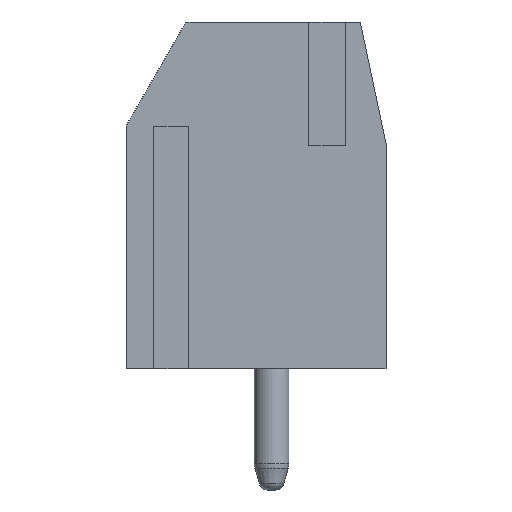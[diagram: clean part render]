
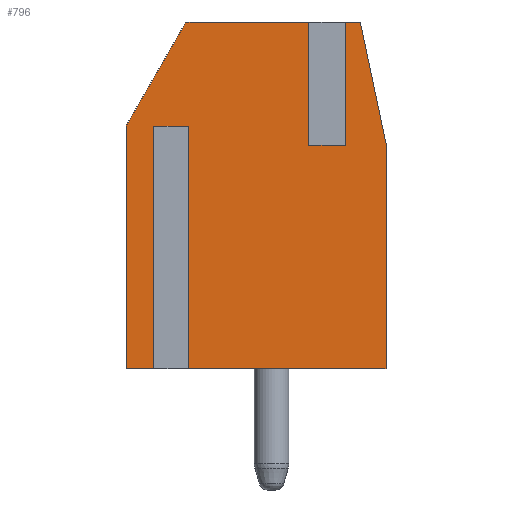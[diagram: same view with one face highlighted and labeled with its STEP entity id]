
A CAD part, left-side view. The second image highlights one B-rep face of the part: STEP entity #796.
In plain terms, the highlighted planar face has unit normal (-1, 0, 0).
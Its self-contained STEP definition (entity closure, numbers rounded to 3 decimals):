
#204 = VERTEX_POINT('',#205);
#205 = CARTESIAN_POINT('',(-2.45,-3.75,0.1));
#211 = EDGE_CURVE('',#212,#204,#214,.T.);
#212 = VERTEX_POINT('',#213);
#213 = CARTESIAN_POINT('',(-2.45,1.95,0.1));
#214 = LINE('',#215,#216);
#215 = CARTESIAN_POINT('',(-2.45,1.95,0.1));
#216 = VECTOR('',#217,1.);
#217 = DIRECTION('',(0.,-1.,0.));
#236 = VERTEX_POINT('',#237);
#237 = CARTESIAN_POINT('',(-2.45,2.95,0.1));
#243 = EDGE_CURVE('',#244,#236,#246,.T.);
#244 = VERTEX_POINT('',#245);
#245 = CARTESIAN_POINT('',(-2.45,3.75,0.1));
#246 = LINE('',#247,#248);
#247 = CARTESIAN_POINT('',(-2.45,3.75,0.1));
#248 = VECTOR('',#249,1.);
#249 = DIRECTION('',(0.,-1.,0.));
#376 = VERTEX_POINT('',#377);
#377 = CARTESIAN_POINT('',(-2.45,-2.575,10.1));
#385 = EDGE_CURVE('',#376,#386,#388,.T.);
#386 = VERTEX_POINT('',#387);
#387 = CARTESIAN_POINT('',(-2.45,-3.01,10.1));
#388 = LINE('',#389,#390);
#389 = CARTESIAN_POINT('',(-2.45,1.95,10.1));
#390 = VECTOR('',#391,1.);
#391 = DIRECTION('',(0.,-1.,0.));
#424 = VERTEX_POINT('',#425);
#425 = CARTESIAN_POINT('',(-2.45,2.02,10.1));
#431 = EDGE_CURVE('',#424,#432,#434,.T.);
#432 = VERTEX_POINT('',#433);
#433 = CARTESIAN_POINT('',(-2.45,-1.525,10.1));
#434 = LINE('',#435,#436);
#435 = CARTESIAN_POINT('',(-2.45,1.95,10.1));
#436 = VECTOR('',#437,1.);
#437 = DIRECTION('',(0.,-1.,0.));
#513 = VERTEX_POINT('',#514);
#514 = CARTESIAN_POINT('',(-2.45,2.95,7.1));
#520 = EDGE_CURVE('',#513,#236,#521,.T.);
#521 = LINE('',#522,#523);
#522 = CARTESIAN_POINT('',(-2.45,2.95,10.1));
#523 = VECTOR('',#524,1.);
#524 = DIRECTION('',(-0.,0.,-1.));
#537 = VERTEX_POINT('',#538);
#538 = CARTESIAN_POINT('',(-2.45,1.95,7.1));
#546 = EDGE_CURVE('',#537,#212,#547,.T.);
#547 = LINE('',#548,#549);
#548 = CARTESIAN_POINT('',(-2.45,1.95,10.1));
#549 = VECTOR('',#550,1.);
#550 = DIRECTION('',(-0.,0.,-1.));
#560 = EDGE_CURVE('',#561,#424,#563,.T.);
#561 = VERTEX_POINT('',#562);
#562 = CARTESIAN_POINT('',(-2.45,3.75,7.1));
#563 = LINE('',#564,#565);
#564 = CARTESIAN_POINT('',(-2.45,2.02,10.1));
#565 = VECTOR('',#566,1.);
#566 = DIRECTION('',(0.,-0.5,0.866));
#652 = EDGE_CURVE('',#561,#244,#653,.T.);
#653 = LINE('',#654,#655);
#654 = CARTESIAN_POINT('',(-2.45,3.75,10.1));
#655 = VECTOR('',#656,1.);
#656 = DIRECTION('',(-0.,0.,-1.));
#667 = VERTEX_POINT('',#668);
#668 = CARTESIAN_POINT('',(-2.45,-3.75,6.6));
#674 = EDGE_CURVE('',#667,#204,#675,.T.);
#675 = LINE('',#676,#677);
#676 = CARTESIAN_POINT('',(-2.45,-3.75,10.1));
#677 = VECTOR('',#678,1.);
#678 = DIRECTION('',(-0.,0.,-1.));
#796 = ADVANCED_FACE('',(#797),#842,.F.);
#797 = FACE_BOUND('',#798,.T.);
#798 = EDGE_LOOP('',(#799,#800,#808,#816,#822,#823,#824,#825,#826,#827,
    #833,#834,#835,#836));
#799 = ORIENTED_EDGE('',*,*,#385,.F.);
#800 = ORIENTED_EDGE('',*,*,#801,.F.);
#801 = EDGE_CURVE('',#802,#376,#804,.T.);
#802 = VERTEX_POINT('',#803);
#803 = CARTESIAN_POINT('',(-2.45,-2.575,6.54));
#804 = LINE('',#805,#806);
#805 = CARTESIAN_POINT('',(-2.45,-2.575,6.54));
#806 = VECTOR('',#807,1.);
#807 = DIRECTION('',(0.,0.,1.));
#808 = ORIENTED_EDGE('',*,*,#809,.F.);
#809 = EDGE_CURVE('',#810,#802,#812,.T.);
#810 = VERTEX_POINT('',#811);
#811 = CARTESIAN_POINT('',(-2.45,-1.525,6.54));
#812 = LINE('',#813,#814);
#813 = CARTESIAN_POINT('',(-2.45,-1.525,6.54));
#814 = VECTOR('',#815,1.);
#815 = DIRECTION('',(0.,-1.,0.));
#816 = ORIENTED_EDGE('',*,*,#817,.T.);
#817 = EDGE_CURVE('',#810,#432,#818,.T.);
#818 = LINE('',#819,#820);
#819 = CARTESIAN_POINT('',(-2.45,-1.525,6.54));
#820 = VECTOR('',#821,1.);
#821 = DIRECTION('',(0.,0.,1.));
#822 = ORIENTED_EDGE('',*,*,#431,.F.);
#823 = ORIENTED_EDGE('',*,*,#560,.F.);
#824 = ORIENTED_EDGE('',*,*,#652,.T.);
#825 = ORIENTED_EDGE('',*,*,#243,.T.);
#826 = ORIENTED_EDGE('',*,*,#520,.F.);
#827 = ORIENTED_EDGE('',*,*,#828,.F.);
#828 = EDGE_CURVE('',#537,#513,#829,.T.);
#829 = LINE('',#830,#831);
#830 = CARTESIAN_POINT('',(-2.45,-3.75,7.1));
#831 = VECTOR('',#832,1.);
#832 = DIRECTION('',(0.,1.,0.));
#833 = ORIENTED_EDGE('',*,*,#546,.T.);
#834 = ORIENTED_EDGE('',*,*,#211,.T.);
#835 = ORIENTED_EDGE('',*,*,#674,.F.);
#836 = ORIENTED_EDGE('',*,*,#837,.F.);
#837 = EDGE_CURVE('',#386,#667,#838,.T.);
#838 = LINE('',#839,#840);
#839 = CARTESIAN_POINT('',(-2.45,-3.01,10.1));
#840 = VECTOR('',#841,1.);
#841 = DIRECTION('',(0.,-0.207,-0.978)
  );
#842 = PLANE('',#843);
#843 = AXIS2_PLACEMENT_3D('',#844,#845,#846);
#844 = CARTESIAN_POINT('',(-2.45,1.95,10.1));
#845 = DIRECTION('',(1.,0.,0.));
#846 = DIRECTION('',(0.,1.,0.));
